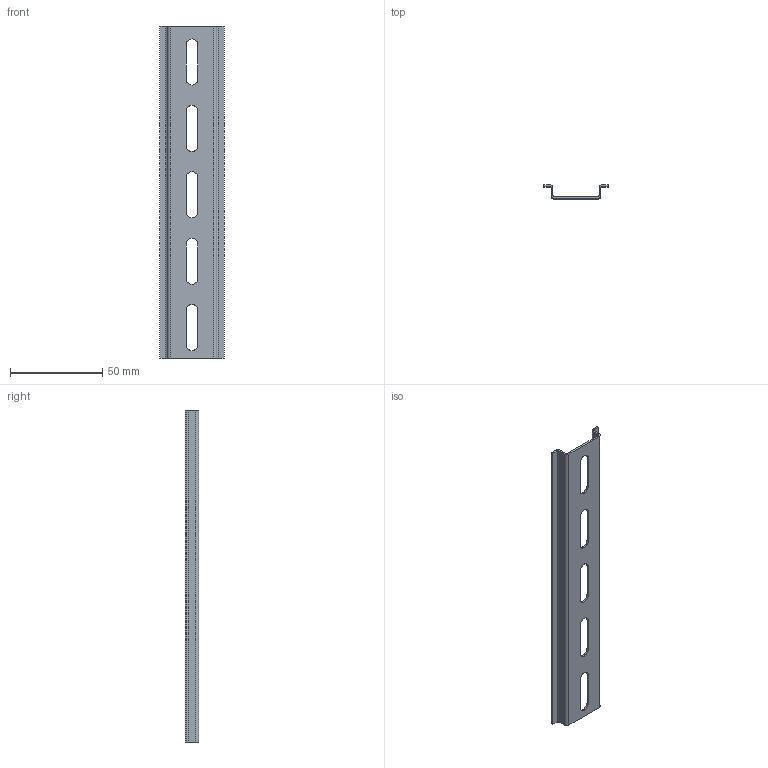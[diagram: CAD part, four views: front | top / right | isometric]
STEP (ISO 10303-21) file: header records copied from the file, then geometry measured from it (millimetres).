
FILE_DESCRIPTION((''),'2;1');
FILE_NAME('171285_ASM','2013-08-05T',('pdmadmin'),(''),'PRO/ENGINEER BY PARAMETRIC TECHNOLOGY CORPORATION, 2012300','PRO/ENGINEER BY PARAMETRIC TECHNOLOGY CORPORATION, 2012300','');
FILE_SCHEMA(('CONFIG_CONTROL_DESIGN'));
Length unit declared in the file: millimetre
Products named in the file (2): 171281; 171285_ASM
Assembly tree (1 placements, depth 2):
  171285_ASM
    171281
Bounding box: 35 x 7.5 x 180 mm (x, y, z)
Volume: 7487.8 mm3; surface area: 15713.3 mm2
Topology: 1 solids, 1 shells, 42 faces, 120 edges, 80 vertices
Faces by surface type: plane 24, cylinder 18
Entity records: 1467 total; most frequent: DIRECTION 246, CARTESIAN_POINT 245, ORIENTED_EDGE 240, EDGE_CURVE 120, VECTOR 84, LINE 84, AXIS2_PLACEMENT_3D 81, VERTEX_POINT 80
